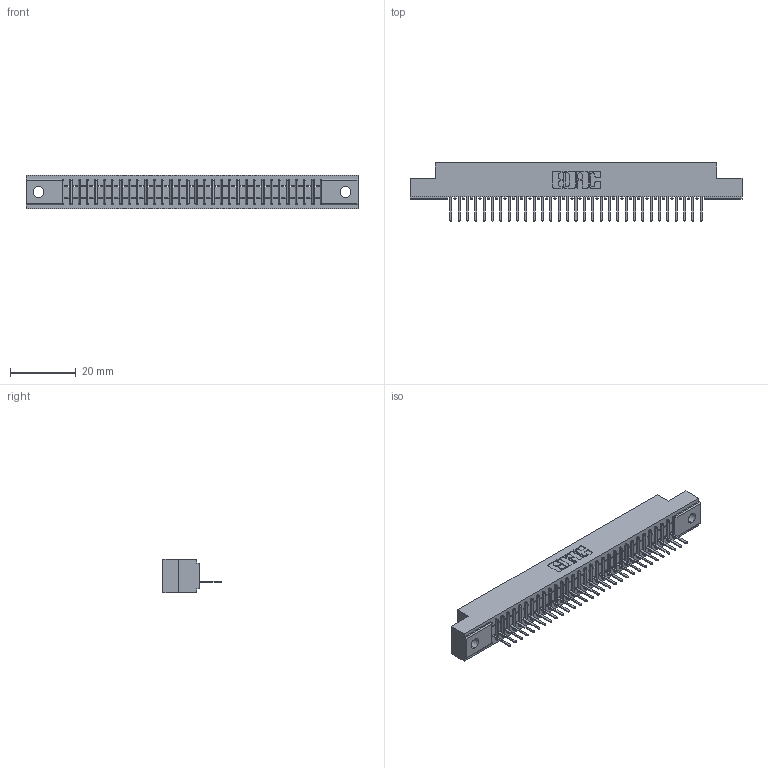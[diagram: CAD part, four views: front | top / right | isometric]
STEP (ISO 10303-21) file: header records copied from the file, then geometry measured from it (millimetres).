
FILE_DESCRIPTION (( 'STEP AP203' ), '1' );
FILE_NAME ('391-031-521-102.STEP', '2018-08-08T21:49:30', ( '' ), ( '' ), 'SwSTEP 2.0', 'SolidWorks 2016', '' );
FILE_SCHEMA (( 'CONFIG_CONTROL_DESIGN' ));
Length unit declared in the file: inch
Products named in the file (3): 341 Part_.128 (3.25) Dia Mounting Holes; 341-292-001_341-292-121; 391-031-521-102
Assembly tree (32 placements, depth 2):
  391-031-521-102
    341 Part_.128 (3.25) Dia Mounting Holes
    341-292-001_341-292-121  x31
Bounding box: 100.97 x 17.7 x 10.16 mm (x, y, z)
Volume: 7207.6 mm3; surface area: 10789.1 mm2
Topology: 32 solids, 32 shells, 2658 faces, 7663 edges, 4918 vertices
Faces by surface type: plane 1649, cylinder 885, sphere 64, torus 60
Entity records: 37992 total; most frequent: CARTESIAN_POINT 6450, ORIENTED_EDGE 6438, DIRECTION 6235, EDGE_CURVE 3219, VECTOR 2589, LINE 2589, VERTEX_POINT 2038, AXIS2_PLACEMENT_3D 1823
